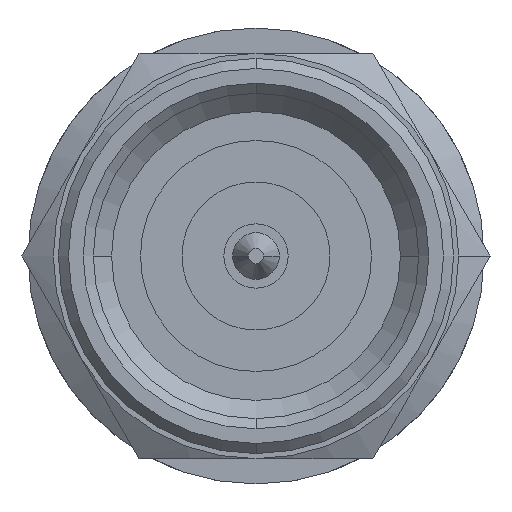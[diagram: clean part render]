
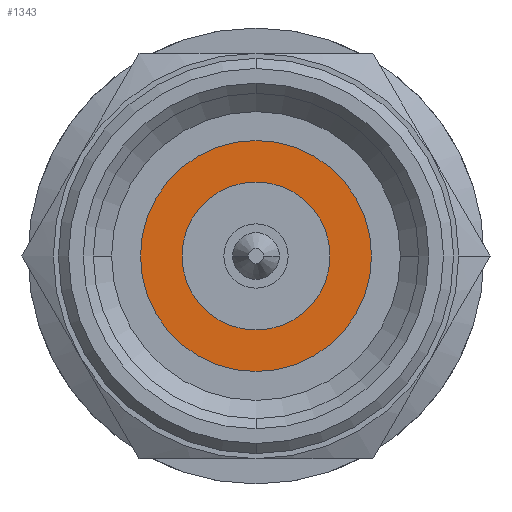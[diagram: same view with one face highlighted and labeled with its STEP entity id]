
A CAD part, left-side view. The second image highlights one B-rep face of the part: STEP entity #1343.
In plain terms, the highlighted planar face has unit normal (-1, 0, 0).
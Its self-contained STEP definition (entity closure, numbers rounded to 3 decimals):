
#39 = CIRCLE ( 'NONE', #2743, 1.46 ) ;
#43 = FACE_BOUND ( 'NONE', #1071, .T. ) ;
#50 = DIRECTION ( 'NONE',  ( 0., 1., 0. ) ) ;
#61 = DIRECTION ( 'NONE',  ( 0., 0., 1. ) ) ;
#83 = DIRECTION ( 'NONE',  ( -1., 0., 0. ) ) ;
#203 = DIRECTION ( 'NONE',  ( 1., 0., 0. ) ) ;
#228 = CARTESIAN_POINT ( 'NONE',  ( 3.15, 0., 0. ) ) ;
#247 = CIRCLE ( 'NONE', #2695, 2.28 ) ;
#402 = AXIS2_PLACEMENT_3D ( 'NONE', #2397, #203, #2292 ) ;
#505 = AXIS2_PLACEMENT_3D ( 'NONE', #228, #2529, #3295 ) ;
#911 = ORIENTED_EDGE ( 'NONE', *, *, #1934, .T. ) ;
#1023 = VERTEX_POINT ( 'NONE', #2860 ) ;
#1045 = CARTESIAN_POINT ( 'NONE',  ( 3.15, 0., 0. ) ) ;
#1052 = FACE_OUTER_BOUND ( 'NONE', #1217, .T. ) ;
#1071 = EDGE_LOOP ( 'NONE', ( #2007, #1832 ) ) ;
#1217 = EDGE_LOOP ( 'NONE', ( #2066, #911 ) ) ;
#1343 = ADVANCED_FACE ( 'NONE', ( #43, #1052 ), #1575, .T. ) ;
#1408 = CARTESIAN_POINT ( 'NONE',  ( 3.15, 1.46, 0. ) ) ;
#1575 = PLANE ( 'NONE',  #3043 ) ;
#1669 = CARTESIAN_POINT ( 'NONE',  ( 3.15, -2.28, 0. ) ) ;
#1676 = EDGE_CURVE ( 'NONE', #1023, #2138, #39, .T. ) ;
#1752 = EDGE_CURVE ( 'NONE', #3111, #2998, #2968, .T. ) ;
#1796 = CIRCLE ( 'NONE', #402, 1.46 ) ;
#1806 = DIRECTION ( 'NONE',  ( 1., 0., 0. ) ) ;
#1829 = DIRECTION ( 'NONE',  ( 0., 1., 0. ) ) ;
#1832 = ORIENTED_EDGE ( 'NONE', *, *, #1676, .T. ) ;
#1934 = EDGE_CURVE ( 'NONE', #2998, #3111, #247, .T. ) ;
#2007 = ORIENTED_EDGE ( 'NONE', *, *, #2289, .T. ) ;
#2066 = ORIENTED_EDGE ( 'NONE', *, *, #1752, .T. ) ;
#2075 = CARTESIAN_POINT ( 'NONE',  ( 3.15, 0., 0. ) ) ;
#2138 = VERTEX_POINT ( 'NONE', #1408 ) ;
#2289 = EDGE_CURVE ( 'NONE', #2138, #1023, #1796, .T. ) ;
#2292 = DIRECTION ( 'NONE',  ( 0., 1., 0. ) ) ;
#2350 = CARTESIAN_POINT ( 'NONE',  ( 3.15, 0., 0. ) ) ;
#2397 = CARTESIAN_POINT ( 'NONE',  ( 3.15, 0., 0. ) ) ;
#2529 = DIRECTION ( 'NONE',  ( -1., 0., 0. ) ) ;
#2695 = AXIS2_PLACEMENT_3D ( 'NONE', #2350, #83, #50 ) ;
#2743 = AXIS2_PLACEMENT_3D ( 'NONE', #1045, #1806, #1829 ) ;
#2860 = CARTESIAN_POINT ( 'NONE',  ( 3.15, -1.46, 0. ) ) ;
#2964 = CARTESIAN_POINT ( 'NONE',  ( 3.15, 2.28, 0. ) ) ;
#2968 = CIRCLE ( 'NONE', #505, 2.28 ) ;
#2998 = VERTEX_POINT ( 'NONE', #1669 ) ;
#3043 = AXIS2_PLACEMENT_3D ( 'NONE', #2075, #3096, #61 ) ;
#3096 = DIRECTION ( 'NONE',  ( -1., 0., 0. ) ) ;
#3111 = VERTEX_POINT ( 'NONE', #2964 ) ;
#3295 = DIRECTION ( 'NONE',  ( 0., 1., 0. ) ) ;
